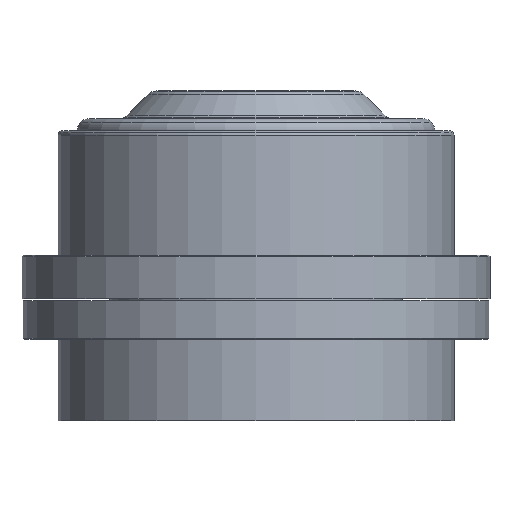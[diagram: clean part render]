
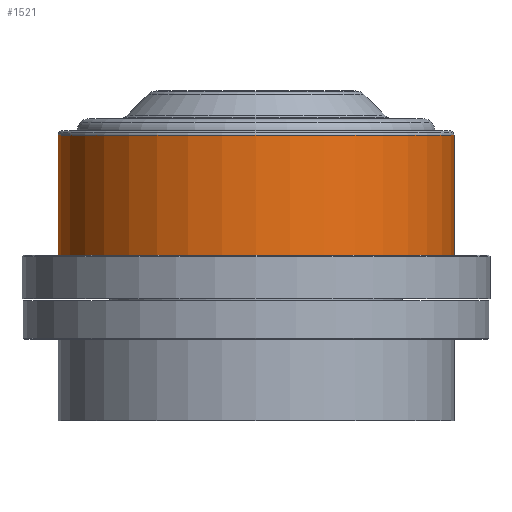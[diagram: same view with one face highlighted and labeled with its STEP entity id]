
A CAD part, front view. The second image highlights one B-rep face of the part: STEP entity #1521.
In plain terms, the highlighted cylindrical face has radius 82.5 mm (diameter 165 mm), a partial arc.
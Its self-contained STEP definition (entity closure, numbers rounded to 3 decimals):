
#190=CARTESIAN_POINT('',(0.,0.,68.));
#191=DIRECTION('',(0.,0.,1.));
#192=DIRECTION('',(-1.,0.,0.));
#193=AXIS2_PLACEMENT_3D('',#190,#191,#192);
#205=DIRECTION('',(0.,0.,-1.));
#206=VECTOR('',#205,50.);
#207=CARTESIAN_POINT('',(82.5,0.,68.));
#208=LINE('',#207,#206);
#209=DIRECTION('',(0.,0.,-1.));
#210=VECTOR('',#209,50.);
#211=CARTESIAN_POINT('',(-82.5,0.,68.));
#212=LINE('',#211,#210);
#288=CARTESIAN_POINT('',(0.,0.,18.));
#289=DIRECTION('',(0.,0.,-1.));
#290=DIRECTION('',(1.,0.,0.));
#291=AXIS2_PLACEMENT_3D('',#288,#289,#290);
#1148=CARTESIAN_POINT('',(82.5,0.,68.));
#1150=VERTEX_POINT('',#1148);
#1154=CARTESIAN_POINT('',(-82.5,0.,68.));
#1155=VERTEX_POINT('',#1154);
#1160=CARTESIAN_POINT('',(-82.5,0.,18.));
#1161=VERTEX_POINT('',#1160);
#1162=CARTESIAN_POINT('',(82.5,0.,18.));
#1163=VERTEX_POINT('',#1162);
#1507=CARTESIAN_POINT('',(0.,0.,70.));
#1508=DIRECTION('',(0.,0.,-1.));
#1509=DIRECTION('',(-1.,0.,0.));
#1510=AXIS2_PLACEMENT_3D('',#1507,#1508,#1509);
#1511=CYLINDRICAL_SURFACE('',#1510,82.5);
#1512=ORIENTED_EDGE('',*,*,#1497,.T.);
#1514=ORIENTED_EDGE('',*,*,#1513,.T.);
#1516=ORIENTED_EDGE('',*,*,#1515,.T.);
#1518=ORIENTED_EDGE('',*,*,#1517,.F.);
#1519=EDGE_LOOP('',(#1512,#1514,#1516,#1518));
#1520=FACE_OUTER_BOUND('',#1519,.F.);
#1521=ADVANCED_FACE('',(#1520),#1511,.T.);
#194=CIRCLE('',#193,82.5);
#292=CIRCLE('',#291,82.5);
#1497=EDGE_CURVE('',#1155,#1150,#194,.T.);
#1513=EDGE_CURVE('',#1150,#1163,#208,.T.);
#1515=EDGE_CURVE('',#1163,#1161,#292,.T.);
#1517=EDGE_CURVE('',#1155,#1161,#212,.T.);
